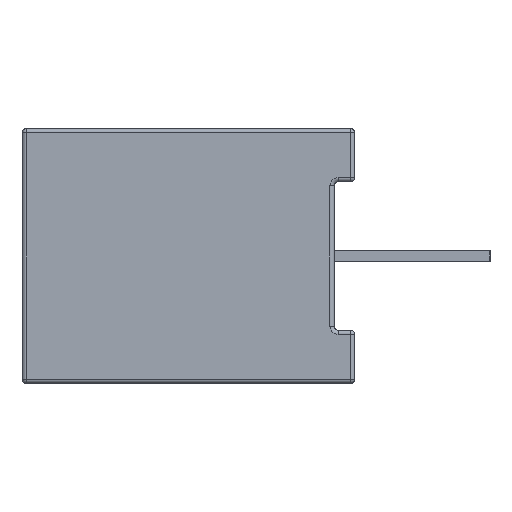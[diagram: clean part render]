
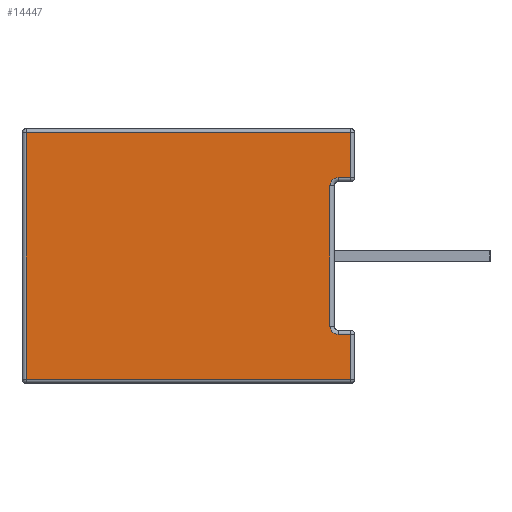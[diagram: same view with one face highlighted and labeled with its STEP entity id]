
A CAD part, left-side view. The second image highlights one B-rep face of the part: STEP entity #14447.
In plain terms, the highlighted planar face has unit normal (-1, 0, 0).
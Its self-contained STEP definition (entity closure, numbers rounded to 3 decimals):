
#444 = VECTOR ( 'NONE', #2853, 1000. ) ;
#821 = ORIENTED_EDGE ( 'NONE', *, *, #13716, .T. ) ;
#919 = VERTEX_POINT ( 'NONE', #6392 ) ;
#1366 = EDGE_CURVE ( 'NONE', #8258, #3333, #28794, .T. ) ;
#2367 = ORIENTED_EDGE ( 'NONE', *, *, #20941, .T. ) ;
#2615 = LINE ( 'NONE', #30618, #24503 ) ;
#2754 = EDGE_CURVE ( 'NONE', #919, #26407, #34851, .T. ) ;
#2853 = DIRECTION ( 'NONE',  ( 0., -1., 0. ) ) ;
#2992 = LINE ( 'NONE', #32976, #12863 ) ;
#3240 = ORIENTED_EDGE ( 'NONE', *, *, #17962, .T. ) ;
#3333 = VERTEX_POINT ( 'NONE', #26298 ) ;
#3535 = VERTEX_POINT ( 'NONE', #30439 ) ;
#3844 = DIRECTION ( 'NONE',  ( 0., 0., 1. ) ) ;
#4673 = EDGE_CURVE ( 'NONE', #21973, #32136, #27477, .T. ) ;
#6392 = CARTESIAN_POINT ( 'NONE',  ( -12.05, 7.522, -3.01 ) ) ;
#6837 = DIRECTION ( 'NONE',  ( 1., 0., 0. ) ) ;
#6967 = ORIENTED_EDGE ( 'NONE', *, *, #4673, .F. ) ;
#7071 = CARTESIAN_POINT ( 'NONE',  ( -12.05, -0.408, -3.01 ) ) ;
#7239 = ORIENTED_EDGE ( 'NONE', *, *, #2754, .T. ) ;
#8258 = VERTEX_POINT ( 'NONE', #35249 ) ;
#8653 = CARTESIAN_POINT ( 'NONE',  ( -12.05, 7.622, 1.91 ) ) ;
#9587 = VECTOR ( 'NONE', #3844, 1000. ) ;
#9613 = CARTESIAN_POINT ( 'NONE',  ( -12.05, 7.622, -3.01 ) ) ;
#10178 = VECTOR ( 'NONE', #23901, 1000. ) ;
#10781 = VERTEX_POINT ( 'NONE', #10965 ) ;
#10965 = CARTESIAN_POINT ( 'NONE',  ( -12.05, -0.408, 3.01 ) ) ;
#11001 = CARTESIAN_POINT ( 'NONE',  ( -12.05, -0.1, 1.91 ) ) ;
#11624 = DIRECTION ( 'NONE',  ( 0., 0., -1. ) ) ;
#12262 = ORIENTED_EDGE ( 'NONE', *, *, #14521, .T. ) ;
#12303 = CARTESIAN_POINT ( 'NONE',  ( -12.05, -0.408, 1.91 ) ) ;
#12863 = VECTOR ( 'NONE', #27201, 1000. ) ;
#12894 = CARTESIAN_POINT ( 'NONE',  ( -12.05, 7.522, -3.11 ) ) ;
#13217 = AXIS2_PLACEMENT_3D ( 'NONE', #16070, #13523, #32140 ) ;
#13523 = DIRECTION ( 'NONE',  ( -1., 0., 0. ) ) ;
#13716 = EDGE_CURVE ( 'NONE', #3535, #919, #32755, .T. ) ;
#14447 = ADVANCED_FACE ( 'NONE', ( #31566 ), #32074, .F. ) ;
#14521 = EDGE_CURVE ( 'NONE', #23863, #10781, #32253, .T. ) ;
#16030 = ORIENTED_EDGE ( 'NONE', *, *, #33323, .T. ) ;
#16070 = CARTESIAN_POINT ( 'NONE',  ( -12.05, -0.1, -1.71 ) ) ;
#16311 = VECTOR ( 'NONE', #28639, 1000. ) ;
#17647 = AXIS2_PLACEMENT_3D ( 'NONE', #20357, #6837, #33291 ) ;
#17962 = EDGE_CURVE ( 'NONE', #21973, #23863, #22370, .T. ) ;
#18455 = CARTESIAN_POINT ( 'NONE',  ( -12.05, 0.1, 1.71 ) ) ;
#18762 = VECTOR ( 'NONE', #32159, 1000. ) ;
#18817 = AXIS2_PLACEMENT_3D ( 'NONE', #27512, #19379, #11624 ) ;
#19219 = VERTEX_POINT ( 'NONE', #27568 ) ;
#19379 = DIRECTION ( 'NONE',  ( -1., 0., 0. ) ) ;
#19609 = ORIENTED_EDGE ( 'NONE', *, *, #32611, .T. ) ;
#19969 = LINE ( 'NONE', #23043, #16311 ) ;
#20357 = CARTESIAN_POINT ( 'NONE',  ( -12.05, 7.622, 3.11 ) ) ;
#20941 = EDGE_CURVE ( 'NONE', #8258, #32136, #2615, .T. ) ;
#21973 = VERTEX_POINT ( 'NONE', #11001 ) ;
#22370 = LINE ( 'NONE', #8653, #444 ) ;
#23043 = CARTESIAN_POINT ( 'NONE',  ( -12.05, -0.408, -1.81 ) ) ;
#23863 = VERTEX_POINT ( 'NONE', #12303 ) ;
#23901 = DIRECTION ( 'NONE',  ( 0., 0., -1. ) ) ;
#24067 = EDGE_LOOP ( 'NONE', ( #19609, #27970, #24159, #2367, #6967, #3240, #12262, #16030, #821, #7239 ) ) ;
#24159 = ORIENTED_EDGE ( 'NONE', *, *, #1366, .F. ) ;
#24503 = VECTOR ( 'NONE', #25557, 1000. ) ;
#25557 = DIRECTION ( 'NONE',  ( 0., 0., 1. ) ) ;
#26044 = CARTESIAN_POINT ( 'NONE',  ( -12.05, -0.408, 3.11 ) ) ;
#26142 = VECTOR ( 'NONE', #32242, 1000. ) ;
#26298 = CARTESIAN_POINT ( 'NONE',  ( -12.05, -0.1, -1.91 ) ) ;
#26407 = VERTEX_POINT ( 'NONE', #7071 ) ;
#27201 = DIRECTION ( 'NONE',  ( 0., 1., 0. ) ) ;
#27477 = CIRCLE ( 'NONE', #18817, 0.2 ) ;
#27512 = CARTESIAN_POINT ( 'NONE',  ( -12.05, -0.1, 1.71 ) ) ;
#27568 = CARTESIAN_POINT ( 'NONE',  ( -12.05, -0.408, -1.91 ) ) ;
#27970 = ORIENTED_EDGE ( 'NONE', *, *, #32495, .T. ) ;
#28639 = DIRECTION ( 'NONE',  ( 0., 0., 1. ) ) ;
#28794 = CIRCLE ( 'NONE', #13217, 0.2 ) ;
#29530 = CARTESIAN_POINT ( 'NONE',  ( -12.05, 7.622, 3.01 ) ) ;
#30439 = CARTESIAN_POINT ( 'NONE',  ( -12.05, 7.522, 3.01 ) ) ;
#30618 = CARTESIAN_POINT ( 'NONE',  ( -12.05, 0.1, 3.11 ) ) ;
#31566 = FACE_OUTER_BOUND ( 'NONE', #24067, .T. ) ;
#32060 = LINE ( 'NONE', #29530, #26142 ) ;
#32074 = PLANE ( 'NONE',  #17647 ) ;
#32136 = VERTEX_POINT ( 'NONE', #18455 ) ;
#32140 = DIRECTION ( 'NONE',  ( 0., 0., -1. ) ) ;
#32159 = DIRECTION ( 'NONE',  ( 0., -1., 0. ) ) ;
#32242 = DIRECTION ( 'NONE',  ( 0., 1., 0. ) ) ;
#32253 = LINE ( 'NONE', #26044, #9587 ) ;
#32495 = EDGE_CURVE ( 'NONE', #19219, #3333, #2992, .T. ) ;
#32611 = EDGE_CURVE ( 'NONE', #26407, #19219, #19969, .T. ) ;
#32755 = LINE ( 'NONE', #12894, #10178 ) ;
#32976 = CARTESIAN_POINT ( 'NONE',  ( -12.05, 0., -1.91 ) ) ;
#33291 = DIRECTION ( 'NONE',  ( 0., 0., -1. ) ) ;
#33323 = EDGE_CURVE ( 'NONE', #10781, #3535, #32060, .T. ) ;
#34851 = LINE ( 'NONE', #9613, #18762 ) ;
#35249 = CARTESIAN_POINT ( 'NONE',  ( -12.05, 0.1, -1.71 ) ) ;
